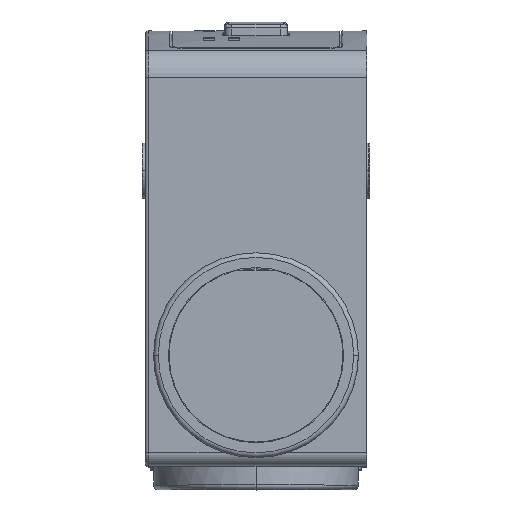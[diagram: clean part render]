
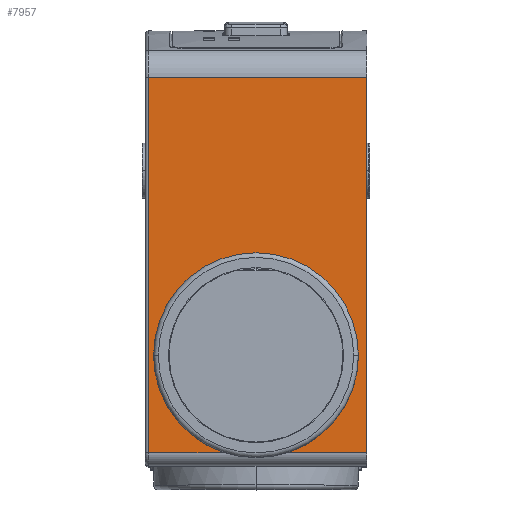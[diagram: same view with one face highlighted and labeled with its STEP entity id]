
A CAD part, top view. The second image highlights one B-rep face of the part: STEP entity #7957.
In plain terms, the highlighted planar face has unit normal (0, 0, 1).
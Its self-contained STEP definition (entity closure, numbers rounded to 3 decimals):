
#239=CARTESIAN_POINT('',(15.,15.,0.));
#240=DIRECTION('',(0.,0.,-1.));
#241=DIRECTION('',(-1.,0.,0.));
#242=AXIS2_PLACEMENT_3D('',#239,#240,#241);
#244=CARTESIAN_POINT('',(15.,15.,0.));
#245=DIRECTION('',(0.,0.,-1.));
#246=DIRECTION('',(-0.301,-0.954,0.));
#247=AXIS2_PLACEMENT_3D('',#244,#245,#246);
#249=DIRECTION('',(-1.,0.,0.));
#250=VECTOR('',#249,10.33);
#251=CARTESIAN_POINT('',(10.83,1.8,0.));
#252=LINE('',#251,#250);
#253=DIRECTION('',(0.,1.,0.));
#254=VECTOR('',#253,50.714);
#255=CARTESIAN_POINT('',(0.5,1.8,0.));
#256=LINE('',#255,#254);
#257=DIRECTION('',(-1.,0.,0.));
#258=VECTOR('',#257,29.5);
#259=CARTESIAN_POINT('',(30.,52.514,0.));
#260=LINE('',#259,#258);
#261=DIRECTION('',(-1.,0.,0.));
#262=VECTOR('',#261,10.83);
#263=CARTESIAN_POINT('',(30.,1.8,0.));
#264=LINE('',#263,#262);
#265=CARTESIAN_POINT('',(15.,15.,0.));
#266=DIRECTION('',(0.,0.,-1.));
#267=DIRECTION('',(1.,0.,0.));
#268=AXIS2_PLACEMENT_3D('',#265,#266,#267);
#562=DIRECTION('',(0.,-1.,0.));
#563=VECTOR('',#562,50.714);
#564=CARTESIAN_POINT('',(30.,52.514,0.));
#565=LINE('',#564,#563);
#6338=CARTESIAN_POINT('',(30.,52.514,0.));
#6340=VERTEX_POINT('',#6338);
#6345=CARTESIAN_POINT('',(30.,1.8,0.));
#6347=VERTEX_POINT('',#6345);
#6478=CARTESIAN_POINT('',(0.5,1.8,0.));
#6480=VERTEX_POINT('',#6478);
#6483=CARTESIAN_POINT('',(0.5,52.514,0.));
#6484=VERTEX_POINT('',#6483);
#6700=CARTESIAN_POINT('',(1.157,15.,0.));
#6701=CARTESIAN_POINT('',(28.843,15.,0.));
#6702=VERTEX_POINT('',#6700);
#6703=VERTEX_POINT('',#6701);
#6704=CARTESIAN_POINT('',(19.17,1.8,0.));
#6705=VERTEX_POINT('',#6704);
#6706=CARTESIAN_POINT('',(10.83,1.8,0.));
#6707=VERTEX_POINT('',#6706);
#7937=CARTESIAN_POINT('',(0.,55.63,0.));
#7938=DIRECTION('',(0.,0.,1.));
#7939=DIRECTION('',(0.,-1.,0.));
#7940=AXIS2_PLACEMENT_3D('',#7937,#7938,#7939);
#7941=PLANE('',#7940);
#7943=ORIENTED_EDGE('',*,*,#7942,.F.);
#7945=ORIENTED_EDGE('',*,*,#7944,.F.);
#7946=ORIENTED_EDGE('',*,*,#7925,.T.);
#7947=ORIENTED_EDGE('',*,*,#7753,.T.);
#7949=ORIENTED_EDGE('',*,*,#7948,.F.);
#7951=ORIENTED_EDGE('',*,*,#7950,.T.);
#7952=ORIENTED_EDGE('',*,*,#7929,.T.);
#7954=ORIENTED_EDGE('',*,*,#7953,.F.);
#7955=EDGE_LOOP('',(#7943,#7945,#7946,#7947,#7949,#7951,#7952,#7954));
#7956=FACE_OUTER_BOUND('',#7955,.F.);
#7957=ADVANCED_FACE('',(#7956),#7941,.T.);
#243=CIRCLE('',#242,13.843);
#248=CIRCLE('',#247,13.843);
#269=CIRCLE('',#268,13.843);
#7753=EDGE_CURVE('',#6480,#6484,#256,.T.);
#7925=EDGE_CURVE('',#6707,#6480,#252,.T.);
#7929=EDGE_CURVE('',#6347,#6705,#264,.T.);
#7942=EDGE_CURVE('',#6702,#6703,#243,.T.);
#7944=EDGE_CURVE('',#6707,#6702,#248,.T.);
#7948=EDGE_CURVE('',#6340,#6484,#260,.T.);
#7950=EDGE_CURVE('',#6340,#6347,#565,.T.);
#7953=EDGE_CURVE('',#6703,#6705,#269,.T.);
